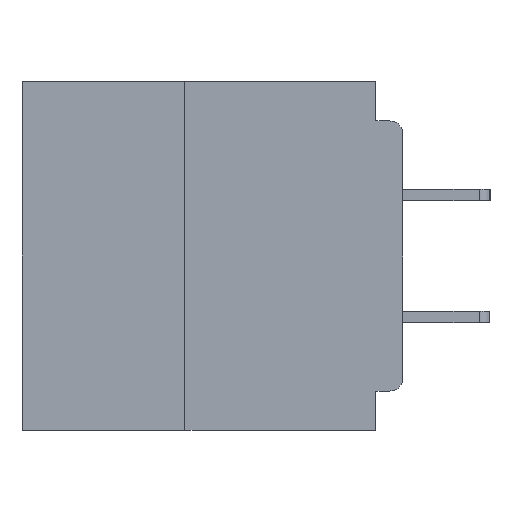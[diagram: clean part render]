
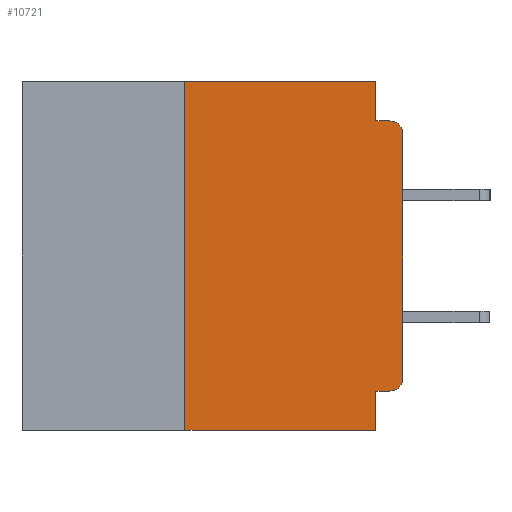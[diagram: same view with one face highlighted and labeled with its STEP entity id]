
A CAD part, left-side view. The second image highlights one B-rep face of the part: STEP entity #10721.
In plain terms, the highlighted planar face has unit normal (-1, 0, 0).
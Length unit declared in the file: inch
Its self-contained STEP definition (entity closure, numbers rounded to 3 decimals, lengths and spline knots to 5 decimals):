
#527 = VECTOR ( 'NONE', #24478, 39.37008 ) ;
#764 = EDGE_CURVE ( 'NONE', #18242, #9184, #20773, .T. ) ;
#1261 = DIRECTION ( 'NONE',  ( -1., 0., 0. ) ) ;
#1847 = CARTESIAN_POINT ( 'NONE',  ( 0., 0.015, -0.355 ) ) ;
#2170 = CARTESIAN_POINT ( 'NONE',  ( 0., 0.25, -0.4 ) ) ;
#2255 = PLANE ( 'NONE',  #5540 ) ;
#2332 = CARTESIAN_POINT ( 'NONE',  ( 0., 0.031, 0. ) ) ;
#2902 = DIRECTION ( 'NONE',  ( 0., 0., -1. ) ) ;
#3429 = DIRECTION ( 'NONE',  ( 0., 0., 1. ) ) ;
#3653 = ORIENTED_EDGE ( 'NONE', *, *, #37292, .F. ) ;
#4109 = CARTESIAN_POINT ( 'NONE',  ( 0., 0., -0.06 ) ) ;
#4235 = VERTEX_POINT ( 'NONE', #17757 ) ;
#4289 = VECTOR ( 'NONE', #5408, 39.37008 ) ;
#4646 = ORIENTED_EDGE ( 'NONE', *, *, #19981, .F. ) ;
#4807 = VECTOR ( 'NONE', #3429, 39.37008 ) ;
#5232 = LINE ( 'NONE', #2332, #4289 ) ;
#5337 = CARTESIAN_POINT ( 'NONE',  ( 0., 0.437, 0. ) ) ;
#5408 = DIRECTION ( 'NONE',  ( 0., 0., -1. ) ) ;
#5540 = AXIS2_PLACEMENT_3D ( 'NONE', #5337, #26010, #8303 ) ;
#6002 = LINE ( 'NONE', #27029, #35502 ) ;
#6588 = VERTEX_POINT ( 'NONE', #29168 ) ;
#6735 = DIRECTION ( 'NONE',  ( 0., -1., 0. ) ) ;
#7380 = EDGE_CURVE ( 'NONE', #30696, #12096, #21289, .T. ) ;
#7629 = VECTOR ( 'NONE', #28250, 39.37008 ) ;
#7738 = CARTESIAN_POINT ( 'NONE',  ( 0., 0.015, -0.34 ) ) ;
#8303 = DIRECTION ( 'NONE',  ( 0., 0., -1. ) ) ;
#8372 = ORIENTED_EDGE ( 'NONE', *, *, #14192, .T. ) ;
#9184 = VERTEX_POINT ( 'NONE', #34436 ) ;
#10343 = EDGE_CURVE ( 'NONE', #12096, #6588, #6002, .T. ) ;
#10721 = ADVANCED_FACE ( 'NONE', ( #38158 ), #2255, .F. ) ;
#10865 = EDGE_LOOP ( 'NONE', ( #8372, #14368, #21312, #4646, #27287, #18570, #32355, #3653, #25457, #17629 ) ) ;
#12096 = VERTEX_POINT ( 'NONE', #35757 ) ;
#14091 = VECTOR ( 'NONE', #32386, 39.37008 ) ;
#14192 = EDGE_CURVE ( 'NONE', #9184, #19734, #28376, .T. ) ;
#14368 = ORIENTED_EDGE ( 'NONE', *, *, #34940, .T. ) ;
#15150 = CIRCLE ( 'NONE', #31644, 0.015 ) ;
#15419 = LINE ( 'NONE', #27367, #22357 ) ;
#17629 = ORIENTED_EDGE ( 'NONE', *, *, #764, .T. ) ;
#17693 = CARTESIAN_POINT ( 'NONE',  ( 0., 0.031, -0.4 ) ) ;
#17757 = CARTESIAN_POINT ( 'NONE',  ( 0., 0.031, -0.355 ) ) ;
#18242 = VERTEX_POINT ( 'NONE', #1847 ) ;
#18570 = ORIENTED_EDGE ( 'NONE', *, *, #7380, .F. ) ;
#19159 = CARTESIAN_POINT ( 'NONE',  ( 0., 0.015, -0.06 ) ) ;
#19395 = CARTESIAN_POINT ( 'NONE',  ( 0., 0.437, -0.4 ) ) ;
#19673 = EDGE_CURVE ( 'NONE', #27496, #20896, #15419, .T. ) ;
#19734 = VERTEX_POINT ( 'NONE', #4109 ) ;
#19981 = EDGE_CURVE ( 'NONE', #6588, #27496, #5232, .T. ) ;
#20773 = CIRCLE ( 'NONE', #35645, 0.015 ) ;
#20896 = VERTEX_POINT ( 'NONE', #33350 ) ;
#21193 = CARTESIAN_POINT ( 'NONE',  ( 0., 0., 0. ) ) ;
#21289 = LINE ( 'NONE', #2170, #22210 ) ;
#21312 = ORIENTED_EDGE ( 'NONE', *, *, #19673, .F. ) ;
#21531 = CARTESIAN_POINT ( 'NONE',  ( 0., 0., -0.355 ) ) ;
#22100 = DIRECTION ( 'NONE',  ( 0., 0., -1. ) ) ;
#22210 = VECTOR ( 'NONE', #22954, 39.37008 ) ;
#22357 = VECTOR ( 'NONE', #6735, 39.37008 ) ;
#22954 = DIRECTION ( 'NONE',  ( 0., 0., 1. ) ) ;
#23734 = EDGE_CURVE ( 'NONE', #18242, #4235, #24281, .T. ) ;
#24209 = DIRECTION ( 'NONE',  ( 0., -1., 0. ) ) ;
#24281 = LINE ( 'NONE', #21531, #527 ) ;
#24475 = CARTESIAN_POINT ( 'NONE',  ( 0., 0.031, -0.045 ) ) ;
#24478 = DIRECTION ( 'NONE',  ( 0., 1., 0. ) ) ;
#25457 = ORIENTED_EDGE ( 'NONE', *, *, #23734, .F. ) ;
#26010 = DIRECTION ( 'NONE',  ( 1., 0., 0. ) ) ;
#27029 = CARTESIAN_POINT ( 'NONE',  ( 0., 0.437, 0. ) ) ;
#27287 = ORIENTED_EDGE ( 'NONE', *, *, #10343, .F. ) ;
#27367 = CARTESIAN_POINT ( 'NONE',  ( 0., 0., -0.045 ) ) ;
#27496 = VERTEX_POINT ( 'NONE', #24475 ) ;
#28250 = DIRECTION ( 'NONE',  ( 0., -1., 0. ) ) ;
#28376 = LINE ( 'NONE', #21193, #4807 ) ;
#29168 = CARTESIAN_POINT ( 'NONE',  ( 0., 0.031, 0. ) ) ;
#29782 = LINE ( 'NONE', #17693, #14091 ) ;
#29828 = DIRECTION ( 'NONE',  ( -1., 0., 0. ) ) ;
#30696 = VERTEX_POINT ( 'NONE', #33785 ) ;
#31221 = LINE ( 'NONE', #19395, #7629 ) ;
#31644 = AXIS2_PLACEMENT_3D ( 'NONE', #19159, #1261, #22100 ) ;
#32323 = VERTEX_POINT ( 'NONE', #33030 ) ;
#32355 = ORIENTED_EDGE ( 'NONE', *, *, #37029, .T. ) ;
#32386 = DIRECTION ( 'NONE',  ( 0., 0., -1. ) ) ;
#33030 = CARTESIAN_POINT ( 'NONE',  ( 0., 0.031, -0.4 ) ) ;
#33350 = CARTESIAN_POINT ( 'NONE',  ( 0., 0.015, -0.045 ) ) ;
#33785 = CARTESIAN_POINT ( 'NONE',  ( 0., 0.25, -0.4 ) ) ;
#34436 = CARTESIAN_POINT ( 'NONE',  ( 0., 0., -0.34 ) ) ;
#34940 = EDGE_CURVE ( 'NONE', #19734, #20896, #15150, .T. ) ;
#35502 = VECTOR ( 'NONE', #24209, 39.37008 ) ;
#35645 = AXIS2_PLACEMENT_3D ( 'NONE', #7738, #29828, #2902 ) ;
#35757 = CARTESIAN_POINT ( 'NONE',  ( 0., 0.25, 0. ) ) ;
#37029 = EDGE_CURVE ( 'NONE', #30696, #32323, #31221, .T. ) ;
#37292 = EDGE_CURVE ( 'NONE', #4235, #32323, #29782, .T. ) ;
#38158 = FACE_OUTER_BOUND ( 'NONE', #10865, .T. ) ;
